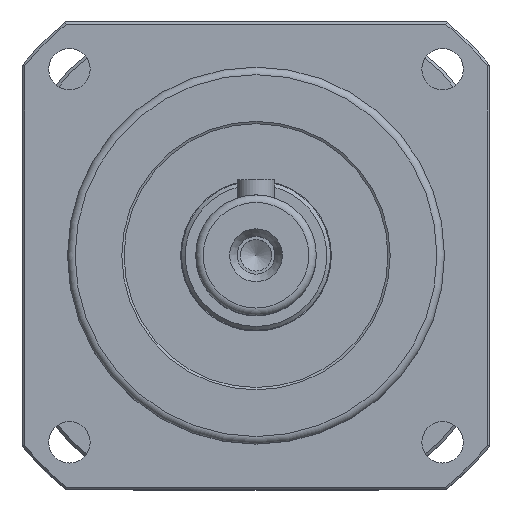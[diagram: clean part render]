
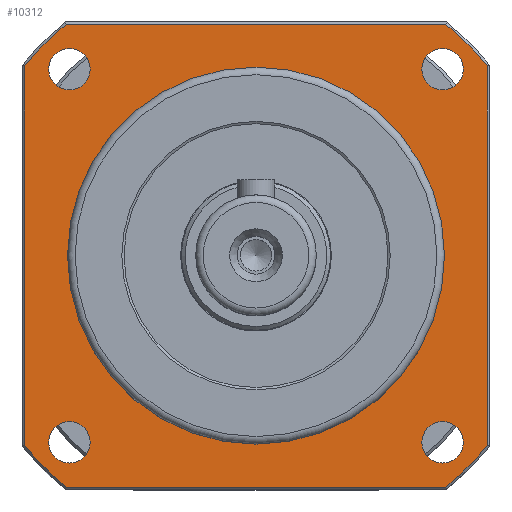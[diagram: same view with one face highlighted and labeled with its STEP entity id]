
A CAD part, top view. The second image highlights one B-rep face of the part: STEP entity #10312.
In plain terms, the highlighted planar face has unit normal (0, 0, 1).
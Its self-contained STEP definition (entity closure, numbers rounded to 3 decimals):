
#8806=CARTESIAN_POINT('',(-21.999,24.749,0.0));
#8807=VERTEX_POINT('',#8806);
#8808=CARTESIAN_POINT('',(-24.749,24.749,0.0));
#8809=DIRECTION('',(0.0,0.0,1.0));
#8810=DIRECTION('',(1.0,0.0,0.0));
#8811=AXIS2_PLACEMENT_3D('',#8808,#8809,#8810);
#8812=CIRCLE('',#8811,2.75);
#8813=EDGE_CURVE('',#8807,#8807,#8812,.T.);
#8834=CARTESIAN_POINT('',(-21.999,-24.749,0.0));
#8835=VERTEX_POINT('',#8834);
#8836=CARTESIAN_POINT('',(-24.749,-24.749,0.0));
#8837=DIRECTION('',(0.0,0.0,1.0));
#8838=DIRECTION('',(1.0,0.0,0.0));
#8839=AXIS2_PLACEMENT_3D('',#8836,#8837,#8838);
#8840=CIRCLE('',#8839,2.75);
#8841=EDGE_CURVE('',#8835,#8835,#8840,.T.);
#8862=CARTESIAN_POINT('',(27.499,-24.749,0.0));
#8863=VERTEX_POINT('',#8862);
#8864=CARTESIAN_POINT('',(24.749,-24.749,0.0));
#8865=DIRECTION('',(0.0,0.0,1.0));
#8866=DIRECTION('',(1.0,0.0,0.0));
#8867=AXIS2_PLACEMENT_3D('',#8864,#8865,#8866);
#8868=CIRCLE('',#8867,2.75);
#8869=EDGE_CURVE('',#8863,#8863,#8868,.T.);
#8890=CARTESIAN_POINT('',(27.499,24.749,0.0));
#8891=VERTEX_POINT('',#8890);
#8892=CARTESIAN_POINT('',(24.749,24.749,0.0));
#8893=DIRECTION('',(0.0,0.0,1.0));
#8894=DIRECTION('',(1.0,0.0,0.0));
#8895=AXIS2_PLACEMENT_3D('',#8892,#8893,#8894);
#8896=CIRCLE('',#8895,2.75);
#8897=EDGE_CURVE('',#8891,#8891,#8896,.T.);
#8910=CARTESIAN_POINT('',(-25.0,0.0,0.0));
#8911=VERTEX_POINT('',#8910);
#8912=CARTESIAN_POINT('',(0.0,0.0,0.0));
#8913=DIRECTION('',(0.0,0.0,1.0));
#8914=DIRECTION('',(1.0,0.0,0.0));
#8915=AXIS2_PLACEMENT_3D('',#8912,#8913,#8914);
#8916=CIRCLE('',#8915,25.0);
#8917=EDGE_CURVE('',#8911,#8911,#8916,.T.);
#10222=CARTESIAN_POINT('',(31.,-31.0,0.0));
#10223=DIRECTION('',(0.0,0.0,1.0));
#10224=DIRECTION('',(1.0,0.0,0.0));
#10225=AXIS2_PLACEMENT_3D('',#10222,#10223,#10224);
#10226=PLANE('',#10225);
#10227=CARTESIAN_POINT('',(-25.171,-30.7,0.0));
#10228=VERTEX_POINT('',#10227);
#10229=CARTESIAN_POINT('',(25.171,-30.7,0.0));
#10230=VERTEX_POINT('',#10229);
#10231=CARTESIAN_POINT('',(-25.171,-30.7,0.0));
#10232=DIRECTION('',(1.0,0.0,0.0));
#10233=VECTOR('',#10232,50.343);
#10234=LINE('',#10231,#10233);
#10235=EDGE_CURVE('',#10228,#10230,#10234,.T.);
#10236=ORIENTED_EDGE('',*,*,#10235,.T.);
#10237=CARTESIAN_POINT('',(30.7,-25.171,0.0));
#10238=VERTEX_POINT('',#10237);
#10239=CARTESIAN_POINT('',(0.0,0.0,0.0));
#10240=DIRECTION('',(0.0,0.0,1.0));
#10241=DIRECTION('',(1.0,0.0,0.0));
#10242=AXIS2_PLACEMENT_3D('',#10239,#10240,#10241);
#10243=CIRCLE('',#10242,39.7);
#10244=EDGE_CURVE('',#10230,#10238,#10243,.T.);
#10245=ORIENTED_EDGE('',*,*,#10244,.T.);
#10246=CARTESIAN_POINT('',(30.7,25.171,0.0));
#10247=VERTEX_POINT('',#10246);
#10248=CARTESIAN_POINT('',(30.7,-25.171,0.0));
#10249=DIRECTION('',(0.0,1.0,0.0));
#10250=VECTOR('',#10249,50.343);
#10251=LINE('',#10248,#10250);
#10252=EDGE_CURVE('',#10238,#10247,#10251,.T.);
#10253=ORIENTED_EDGE('',*,*,#10252,.T.);
#10254=CARTESIAN_POINT('',(25.171,30.7,0.0));
#10255=VERTEX_POINT('',#10254);
#10256=CARTESIAN_POINT('',(0.0,0.0,0.0));
#10257=DIRECTION('',(0.0,0.0,1.0));
#10258=DIRECTION('',(1.0,0.0,0.0));
#10259=AXIS2_PLACEMENT_3D('',#10256,#10257,#10258);
#10260=CIRCLE('',#10259,39.7);
#10261=EDGE_CURVE('',#10247,#10255,#10260,.T.);
#10262=ORIENTED_EDGE('',*,*,#10261,.T.);
#10263=CARTESIAN_POINT('',(-25.171,30.7,0.0));
#10264=VERTEX_POINT('',#10263);
#10265=CARTESIAN_POINT('',(25.171,30.7,0.0));
#10266=DIRECTION('',(-1.0,0.0,0.0));
#10267=VECTOR('',#10266,50.343);
#10268=LINE('',#10265,#10267);
#10269=EDGE_CURVE('',#10255,#10264,#10268,.T.);
#10270=ORIENTED_EDGE('',*,*,#10269,.T.);
#10271=CARTESIAN_POINT('',(-30.7,25.171,0.0));
#10272=VERTEX_POINT('',#10271);
#10273=CARTESIAN_POINT('',(0.0,0.0,0.0));
#10274=DIRECTION('',(0.0,0.0,1.0));
#10275=DIRECTION('',(1.0,0.0,0.0));
#10276=AXIS2_PLACEMENT_3D('',#10273,#10274,#10275);
#10277=CIRCLE('',#10276,39.7);
#10278=EDGE_CURVE('',#10264,#10272,#10277,.T.);
#10279=ORIENTED_EDGE('',*,*,#10278,.T.);
#10280=CARTESIAN_POINT('',(-30.7,-25.171,0.0));
#10281=VERTEX_POINT('',#10280);
#10282=CARTESIAN_POINT('',(-30.7,25.171,0.0));
#10283=DIRECTION('',(0.0,-1.0,0.0));
#10284=VECTOR('',#10283,50.343);
#10285=LINE('',#10282,#10284);
#10286=EDGE_CURVE('',#10272,#10281,#10285,.T.);
#10287=ORIENTED_EDGE('',*,*,#10286,.T.);
#10288=CARTESIAN_POINT('',(0.0,0.0,0.0));
#10289=DIRECTION('',(0.0,0.0,1.0));
#10290=DIRECTION('',(1.0,0.0,0.0));
#10291=AXIS2_PLACEMENT_3D('',#10288,#10289,#10290);
#10292=CIRCLE('',#10291,39.7);
#10293=EDGE_CURVE('',#10281,#10228,#10292,.T.);
#10294=ORIENTED_EDGE('',*,*,#10293,.T.);
#10295=EDGE_LOOP('',(#10236,#10245,#10253,#10262,#10270,#10279,#10287,#10294));
#10296=FACE_OUTER_BOUND('',#10295,.T.);
#10297=ORIENTED_EDGE('',*,*,#8813,.F.);
#10298=EDGE_LOOP('',(#10297));
#10299=FACE_BOUND('',#10298,.T.);
#10300=ORIENTED_EDGE('',*,*,#8841,.F.);
#10301=EDGE_LOOP('',(#10300));
#10302=FACE_BOUND('',#10301,.T.);
#10303=ORIENTED_EDGE('',*,*,#8869,.F.);
#10304=EDGE_LOOP('',(#10303));
#10305=FACE_BOUND('',#10304,.T.);
#10306=ORIENTED_EDGE('',*,*,#8897,.F.);
#10307=EDGE_LOOP('',(#10306));
#10308=FACE_BOUND('',#10307,.T.);
#10309=ORIENTED_EDGE('',*,*,#8917,.F.);
#10310=EDGE_LOOP('',(#10309));
#10311=FACE_BOUND('',#10310,.T.);
#10312=ADVANCED_FACE('',(#10296,#10299,#10302,#10305,#10308,#10311),#10226,.T.);
